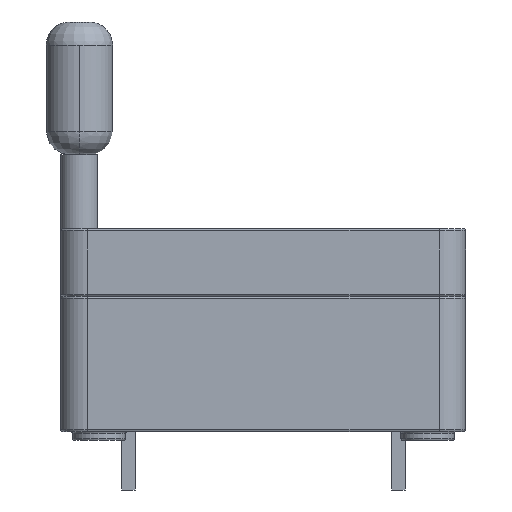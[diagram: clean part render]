
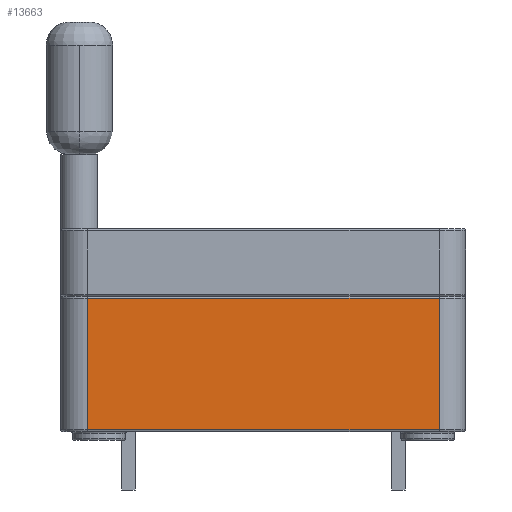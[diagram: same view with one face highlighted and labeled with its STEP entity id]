
A CAD part, front view. The second image highlights one B-rep face of the part: STEP entity #13663.
In plain terms, the highlighted planar face has unit normal (0, -1, 0).
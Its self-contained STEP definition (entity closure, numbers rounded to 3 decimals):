
#13636 = VERTEX_POINT('',#13637);
#13637 = CARTESIAN_POINT('',(-2.318,-55.127,0.602));
#13644 = EDGE_CURVE('',#13645,#13636,#13647,.T.);
#13645 = VERTEX_POINT('',#13646);
#13646 = CARTESIAN_POINT('',(-2.318,-55.127,8.032));
#13647 = LINE('',#13648,#13649);
#13648 = CARTESIAN_POINT('',(-2.318,-55.127,11.932));
#13649 = VECTOR('',#13650,1.);
#13650 = DIRECTION('',(0.,0.,-1.));
#13663 = ADVANCED_FACE('',(#13664),#13689,.F.);
#13664 = FACE_BOUND('',#13665,.T.);
#13665 = EDGE_LOOP('',(#13666,#13667,#13675,#13683));
#13666 = ORIENTED_EDGE('',*,*,#13644,.T.);
#13667 = ORIENTED_EDGE('',*,*,#13668,.T.);
#13668 = EDGE_CURVE('',#13636,#13669,#13671,.T.);
#13669 = VERTEX_POINT('',#13670);
#13670 = CARTESIAN_POINT('',(17.542,-55.127,0.602));
#13671 = LINE('',#13672,#13673);
#13672 = CARTESIAN_POINT('',(17.542,-55.127,0.602));
#13673 = VECTOR('',#13674,1.);
#13674 = DIRECTION('',(1.,0.,0.));
#13675 = ORIENTED_EDGE('',*,*,#13676,.F.);
#13676 = EDGE_CURVE('',#13677,#13669,#13679,.T.);
#13677 = VERTEX_POINT('',#13678);
#13678 = CARTESIAN_POINT('',(17.542,-55.127,8.032));
#13679 = LINE('',#13680,#13681);
#13680 = CARTESIAN_POINT('',(17.542,-55.127,11.932));
#13681 = VECTOR('',#13682,1.);
#13682 = DIRECTION('',(0.,0.,-1.));
#13683 = ORIENTED_EDGE('',*,*,#13684,.T.);
#13684 = EDGE_CURVE('',#13677,#13645,#13685,.T.);
#13685 = LINE('',#13686,#13687);
#13686 = CARTESIAN_POINT('',(-2.318,-55.127,8.032));
#13687 = VECTOR('',#13688,1.);
#13688 = DIRECTION('',(-1.,0.,0.));
#13689 = PLANE('',#13690);
#13690 = AXIS2_PLACEMENT_3D('',#13691,#13692,#13693);
#13691 = CARTESIAN_POINT('',(-2.318,-55.127,11.932));
#13692 = DIRECTION('',(0.,1.,0.));
#13693 = DIRECTION('',(-1.,0.,0.));
